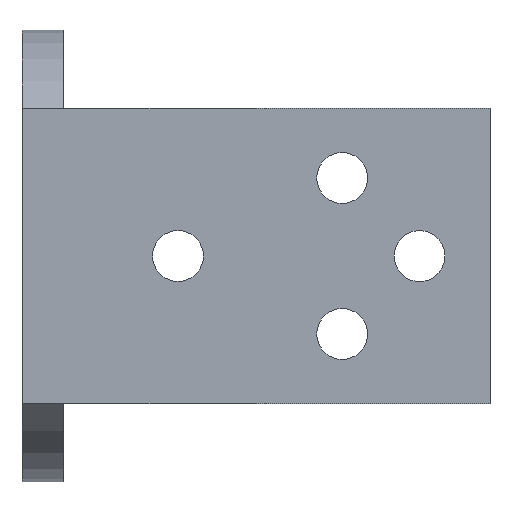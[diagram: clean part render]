
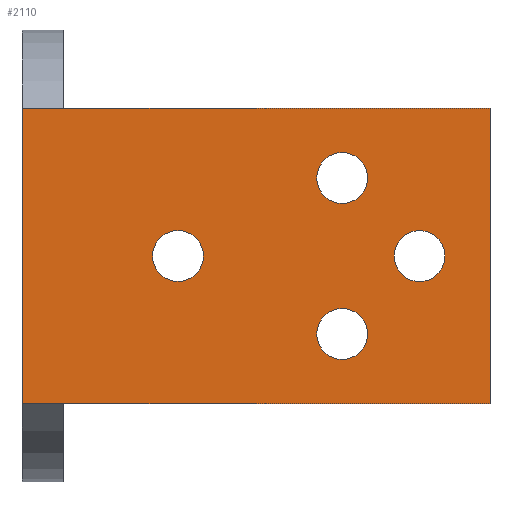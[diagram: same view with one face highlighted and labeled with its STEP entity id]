
A CAD part, left-side view. The second image highlights one B-rep face of the part: STEP entity #2110.
In plain terms, the highlighted face is planar.
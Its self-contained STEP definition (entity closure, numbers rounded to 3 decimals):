
#290=CARTESIAN_POINT('',(18.,49.,57.));
#300=VERTEX_POINT('',#290);
#330=CARTESIAN_POINT('',(18.,49.,0.));
#340=DIRECTION('',(0.,0.,1.));
#350=VECTOR('',#340,57.);
#360=LINE('',#330,#350);
#370=CARTESIAN_POINT('',(18.,49.,0.));
#380=VERTEX_POINT('',#370);
#390=EDGE_CURVE('',#380,#300,#360,.T.);
#1210=CARTESIAN_POINT('',(-18.,49.,0.));
#1220=DIRECTION('',(0.,1.,0.));
#1230=DIRECTION('',(0.,0.,1.));
#1240=AXIS2_PLACEMENT_3D('',#1210,#1220,#1230);
#1250=PLANE('',#1240);
#1260=CARTESIAN_POINT('',(-9.5,49.,39.));
#1270=DIRECTION('',(0.,-1.,0.));
#1280=DIRECTION('',(-1.,0.,0.));
#1290=AXIS2_PLACEMENT_3D('',#1260,#1270,#1280);
#1300=CIRCLE('',#1290,3.1);
#1310=CARTESIAN_POINT('',(-6.4,49.,39.));
#1320=VERTEX_POINT('',#1310);
#1330=CARTESIAN_POINT('',(-12.6,49.,39.));
#1340=VERTEX_POINT('',#1330);
#1350=EDGE_CURVE('',#1320,#1340,#1300,.T.);
#1360=ORIENTED_EDGE('',*,*,#1350,.T.);
#1370=EDGE_CURVE('',#1340,#1320,#1300,.T.);
#1380=ORIENTED_EDGE('',*,*,#1370,.T.);
#1390=EDGE_LOOP('',(#1380,#1360));
#1400=FACE_BOUND('',#1390,.T.);
#1410=CARTESIAN_POINT('',(9.5,49.,39.));
#1420=DIRECTION('',(0.,-1.,0.));
#1430=DIRECTION('',(-1.,0.,0.));
#1440=AXIS2_PLACEMENT_3D('',#1410,#1420,#1430);
#1450=CIRCLE('',#1440,3.1);
#1460=CARTESIAN_POINT('',(12.6,49.,39.));
#1470=VERTEX_POINT('',#1460);
#1480=CARTESIAN_POINT('',(6.4,49.,39.));
#1490=VERTEX_POINT('',#1480);
#1500=EDGE_CURVE('',#1470,#1490,#1450,.T.);
#1510=ORIENTED_EDGE('',*,*,#1500,.T.);
#1520=EDGE_CURVE('',#1490,#1470,#1450,.T.);
#1530=ORIENTED_EDGE('',*,*,#1520,.T.);
#1540=EDGE_LOOP('',(#1530,#1510));
#1550=FACE_BOUND('',#1540,.T.);
#1560=CARTESIAN_POINT('',(-0.012,49.,48.415));
#1570=DIRECTION('',(0.,-1.,0.));
#1580=DIRECTION('',(-1.,0.,0.));
#1590=AXIS2_PLACEMENT_3D('',#1560,#1570,#1580);
#1600=CIRCLE('',#1590,3.1);
#1610=CARTESIAN_POINT('',(-3.112,49.,48.415));
#1620=VERTEX_POINT('',#1610);
#1630=CARTESIAN_POINT('',(3.088,49.,48.415));
#1640=VERTEX_POINT('',#1630);
#1650=EDGE_CURVE('',#1620,#1640,#1600,.T.);
#1660=ORIENTED_EDGE('',*,*,#1650,.T.);
#1670=EDGE_CURVE('',#1640,#1620,#1600,.T.);
#1680=ORIENTED_EDGE('',*,*,#1670,.T.);
#1690=EDGE_LOOP('',(#1680,#1660));
#1700=FACE_BOUND('',#1690,.T.);
#1710=CARTESIAN_POINT('',(0.,49.,19.));
#1720=DIRECTION('',(0.,-1.,0.));
#1730=DIRECTION('',(-1.,0.,0.));
#1740=AXIS2_PLACEMENT_3D('',#1710,#1720,#1730);
#1750=CIRCLE('',#1740,3.1);
#1760=CARTESIAN_POINT('',(3.1,49.,19.));
#1770=VERTEX_POINT('',#1760);
#1780=CARTESIAN_POINT('',(-3.1,49.,19.));
#1790=VERTEX_POINT('',#1780);
#1800=EDGE_CURVE('',#1770,#1790,#1750,.T.);
#1810=ORIENTED_EDGE('',*,*,#1800,.T.);
#1820=EDGE_CURVE('',#1790,#1770,#1750,.T.);
#1830=ORIENTED_EDGE('',*,*,#1820,.T.);
#1840=EDGE_LOOP('',(#1830,#1810));
#1850=FACE_BOUND('',#1840,.T.);
#1860=CARTESIAN_POINT('',(-18.,49.,0.));
#1870=DIRECTION('',(1.,0.,0.));
#1880=VECTOR('',#1870,36.);
#1890=LINE('',#1860,#1880);
#1900=CARTESIAN_POINT('',(-18.,49.,0.));
#1910=VERTEX_POINT('',#1900);
#1920=EDGE_CURVE('',#1910,#380,#1890,.T.);
#1930=ORIENTED_EDGE('',*,*,#1920,.F.);
#1940=ORIENTED_EDGE('',*,*,#390,.F.);
#1950=CARTESIAN_POINT('',(18.,49.,57.));
#1960=DIRECTION('',(-1.,0.,0.));
#1970=VECTOR('',#1960,36.);
#1980=LINE('',#1950,#1970);
#1990=CARTESIAN_POINT('',(-18.,49.,57.));
#2000=VERTEX_POINT('',#1990);
#2010=EDGE_CURVE('',#300,#2000,#1980,.T.);
#2020=ORIENTED_EDGE('',*,*,#2010,.F.);
#2030=CARTESIAN_POINT('',(-18.,49.,0.));
#2040=DIRECTION('',(0.,0.,1.));
#2050=VECTOR('',#2040,57.);
#2060=LINE('',#2030,#2050);
#2070=EDGE_CURVE('',#1910,#2000,#2060,.T.);
#2080=ORIENTED_EDGE('',*,*,#2070,.T.);
#2090=EDGE_LOOP('',(#2080,#2020,#1940,#1930));
#2100=FACE_OUTER_BOUND('',#2090,.T.);
#2110=ADVANCED_FACE('',(#1400,#1550,#1700,#1850,#2100),#1250,.T.);
